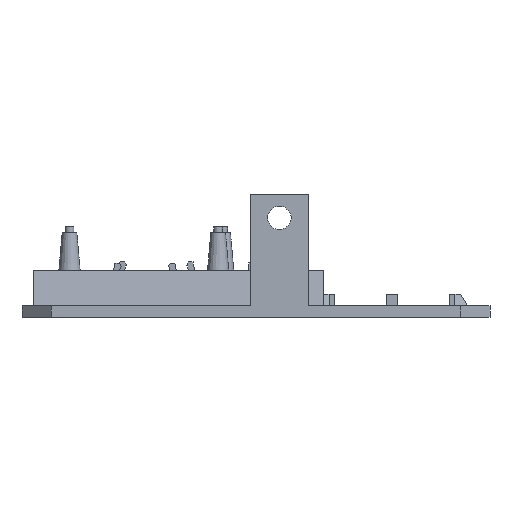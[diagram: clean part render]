
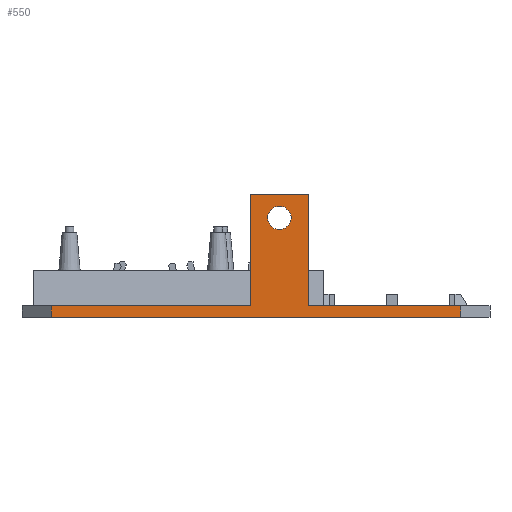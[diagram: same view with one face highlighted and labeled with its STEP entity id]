
A CAD part, front view. The second image highlights one B-rep face of the part: STEP entity #550.
In plain terms, the highlighted planar face has unit normal (0, -1, 0).
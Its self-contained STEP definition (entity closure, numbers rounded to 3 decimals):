
#550=ADVANCED_FACE('',(#2731,#2733),#2735,.T.);
#2731=FACE_BOUND('',#2732,.T.);
#2732=EDGE_LOOP('',(#4589,#4590,#4591,#4592,#4593,#4594,#4595,#4596));
#2733=FACE_BOUND('',#2734,.T.);
#2734=EDGE_LOOP('',(#4597));
#2735=PLANE('',#2736);
#2736=AXIS2_PLACEMENT_3D('',#2737,#2738,#2739);
#2737=CARTESIAN_POINT('',(-80.,-50.,0.));
#2738=DIRECTION('',(0.,-1.,0.));
#2739=DIRECTION('',(1.,0.,0.));
#4589=ORIENTED_EDGE('',*,*,#5732,.F.);
#4590=ORIENTED_EDGE('',*,*,#5686,.T.);
#4591=ORIENTED_EDGE('',*,*,#5733,.T.);
#4592=ORIENTED_EDGE('',*,*,#5563,.F.);
#4593=ORIENTED_EDGE('',*,*,#5663,.T.);
#4594=ORIENTED_EDGE('',*,*,#5667,.F.);
#4595=ORIENTED_EDGE('',*,*,#5643,.F.);
#4596=ORIENTED_EDGE('',*,*,#5637,.F.);
#4597=ORIENTED_EDGE('',*,*,#5734,.T.);
#5563=EDGE_CURVE('',#6177,#6179,#6180,.T.);
#5637=EDGE_CURVE('',#6325,#6327,#6328,.T.);
#5643=EDGE_CURVE('',#6327,#6338,#6339,.T.);
#5663=EDGE_CURVE('',#6177,#6371,#6373,.T.);
#5667=EDGE_CURVE('',#6338,#6371,#6379,.T.);
#5686=EDGE_CURVE('',#6412,#6410,#6413,.T.);
#5732=EDGE_CURVE('',#6412,#6325,#6485,.T.);
#5733=EDGE_CURVE('',#6410,#6179,#6486,.T.);
#5734=EDGE_CURVE('',#6487,#6487,#6488,.T.);
#6177=VERTEX_POINT('',#7201);
#6179=VERTEX_POINT('',#7205);
#6180=LINE('',#7206,#7207);
#6325=VERTEX_POINT('',#7501);
#6327=VERTEX_POINT('',#7505);
#6328=LINE('',#7506,#7507);
#6338=VERTEX_POINT('',#7528);
#6339=LINE('',#7529,#7530);
#6371=VERTEX_POINT('',#7601);
#6373=LINE('',#7605,#7606);
#6379=LINE('',#7619,#7620);
#6410=VERTEX_POINT('',#7686);
#6412=VERTEX_POINT('',#7690);
#6413=LINE('',#7691,#7692);
#6485=LINE('',#7864,#7865);
#6486=LINE('',#7867,#7868);
#6487=VERTEX_POINT('',#7870);
#6488=CIRCLE('',#7871,4.);
#7201=CARTESIAN_POINT('',(18.,-50.,4.));
#7205=CARTESIAN_POINT('',(70.,-50.,4.));
#7206=CARTESIAN_POINT('',(18.,-50.,4.));
#7207=VECTOR('',#7208,1.);
#7208=DIRECTION('',(1.,0.,0.));
#7501=CARTESIAN_POINT('',(-70.,-50.,4.));
#7505=CARTESIAN_POINT('',(-2.,-50.,4.));
#7506=CARTESIAN_POINT('',(-70.,-50.,4.));
#7507=VECTOR('',#7508,1.);
#7508=DIRECTION('',(1.,0.,0.));
#7528=CARTESIAN_POINT('',(-2.,-50.,42.));
#7529=CARTESIAN_POINT('',(-2.,-50.,4.));
#7530=VECTOR('',#7531,1.);
#7531=DIRECTION('',(0.,0.,1.));
#7601=CARTESIAN_POINT('',(18.,-50.,42.));
#7605=CARTESIAN_POINT('',(18.,-50.,4.));
#7606=VECTOR('',#7607,1.);
#7607=DIRECTION('',(0.,0.,1.));
#7619=CARTESIAN_POINT('',(-2.,-50.,42.));
#7620=VECTOR('',#7621,1.);
#7621=DIRECTION('',(1.,0.,0.));
#7686=CARTESIAN_POINT('',(70.,-50.,0.));
#7690=CARTESIAN_POINT('',(-70.,-50.,0.));
#7691=CARTESIAN_POINT('',(-70.,-50.,0.));
#7692=VECTOR('',#7693,1.);
#7693=DIRECTION('',(1.,0.,0.));
#7864=CARTESIAN_POINT('',(-70.,-50.,0.));
#7865=VECTOR('',#7866,1.);
#7866=DIRECTION('',(0.,0.,1.));
#7867=CARTESIAN_POINT('',(70.,-50.,0.));
#7868=VECTOR('',#7869,1.);
#7869=DIRECTION('',(0.,0.,1.));
#7870=CARTESIAN_POINT('',(4.,-50.,34.));
#7871=AXIS2_PLACEMENT_3D('',#7872,#7873,#7874);
#7872=CARTESIAN_POINT('',(8.,-50.,34.));
#7873=DIRECTION('',(0.,1.,0.));
#7874=DIRECTION('',(-1.,0.,0.));
